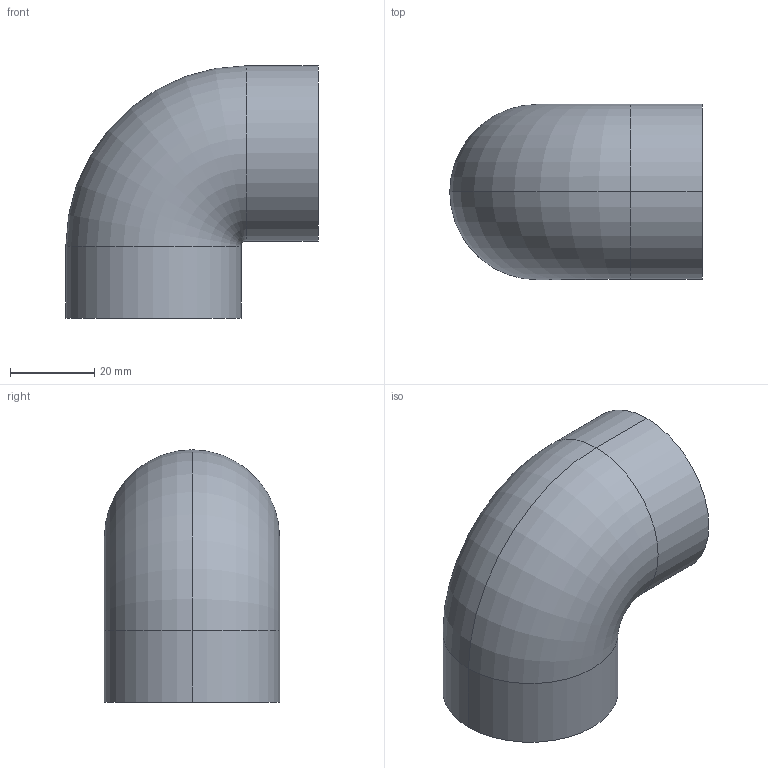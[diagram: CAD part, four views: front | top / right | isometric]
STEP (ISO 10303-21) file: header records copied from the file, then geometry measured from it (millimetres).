
FILE_DESCRIPTION(('STEP AP214'),'1');
FILE_NAME('cctmp_8BC0B665-6A46-4E96-9D46-D5A8A0EF4B55_2022_03_09_11_35_15_0349..stp','2022-03-09T10:35:15',('Praher Valves GmbH'),('CADClick - www.CADClick.com'),'Spatial InterOp 3D',' ','unknown authorization');
FILE_SCHEMA(('AUTOMOTIVE_DESIGN'));
Length unit declared in the file: millimetre
Products named in the file (1): 71135
Bounding box: 59.75 x 41.5 x 59.75 mm (x, y, z)
Volume: 41824.9 mm3; surface area: 16824.4 mm2
Topology: 1 solids, 1 shells, 16 faces, 36 edges, 22 vertices
Faces by surface type: cylinder 8, torus 4, plane 4
Entity records: 1144 total; most frequent: CARTESIAN_POINT 627, DIRECTION 82, ORIENTED_EDGE 72, AXIS2_PLACEMENT_3D 37, EDGE_CURVE 36, VERTEX_POINT 22, CIRCLE 20, EDGE_LOOP 18
